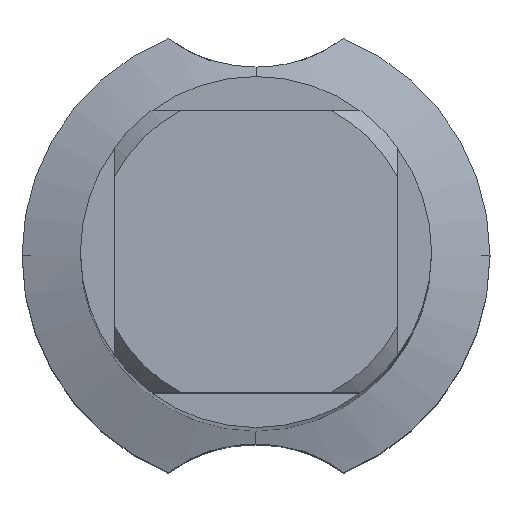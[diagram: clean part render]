
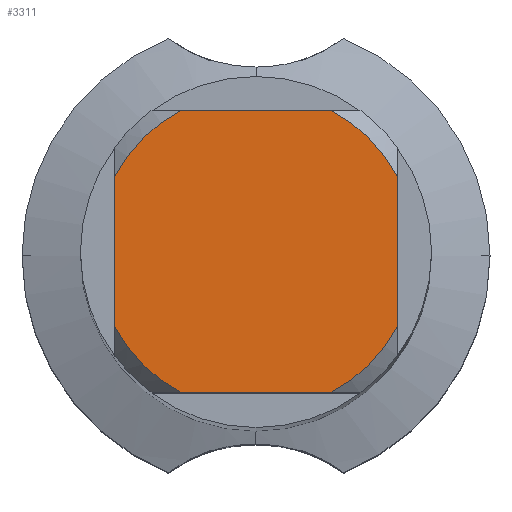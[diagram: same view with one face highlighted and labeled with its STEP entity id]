
A CAD part, top view. The second image highlights one B-rep face of the part: STEP entity #3311.
In plain terms, the highlighted planar face has unit normal (0, 0, 1).
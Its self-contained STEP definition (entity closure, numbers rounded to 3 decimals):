
#1411=VERTEX_POINT('',#3946);
#1503=EDGE_CURVE('',#2179,#1707,#4043,.T.);
#1679=VERTEX_POINT('',#4236);
#1707=VERTEX_POINT('',#4266);
#1711=VERTEX_POINT('',#4270);
#1815=VERTEX_POINT('',#4380);
#2001=EDGE_CURVE('',#3587,#1679,#4584,.T.);
#2179=VERTEX_POINT('',#4775);
#2597=EDGE_CURVE('',#3587,#1411,#5240,.T.);
#3035=EDGE_CURVE('',#1815,#1707,#5716,.T.);
#3227=EDGE_CURVE('',#1711,#1679,#5929,.T.);
#3231=VERTEX_POINT('',#5933);
#3311=ADVANCED_FACE('',(#6021),#6022,.T.);
#3399=EDGE_CURVE('',#1711,#3231,#6115,.T.);
#3477=EDGE_CURVE('',#1815,#1411,#6200,.T.);
#3587=VERTEX_POINT('',#6324);
#3763=EDGE_CURVE('',#2179,#3231,#6517,.T.);
#3946=CARTESIAN_POINT('',(7.25,3.831,0.0));
#4043=LINE('',#7039,#7040);
#4236=CARTESIAN_POINT('',(-3.831,7.25,0.0));
#4266=CARTESIAN_POINT('',(3.831,-7.25,0.0));
#4270=CARTESIAN_POINT('',(-7.25,3.831,0.0));
#4380=CARTESIAN_POINT('',(7.25,-3.831,0.0));
#4584=LINE('',#8249,#8250);
#4775=CARTESIAN_POINT('',(-3.831,-7.25,0.0));
#5240=CIRCLE('',#9662,8.2);
#5716=CIRCLE('',#10730,8.2);
#5929=CIRCLE('',#11196,8.2);
#5933=CARTESIAN_POINT('',(-7.25,-3.831,0.0));
#6021=FACE_OUTER_BOUND('',#11408,.T.);
#6022=PLANE('',#11409);
#6115=LINE('',#11641,#11642);
#6200=LINE('',#11835,#11836);
#6324=CARTESIAN_POINT('',(3.831,7.25,0.0));
#6517=CIRCLE('',#12442,8.2);
#7039=CARTESIAN_POINT('',(0.0,-7.25,0.0));
#7040=VECTOR('',#12809,1.0);
#8249=CARTESIAN_POINT('',(0.0,7.25,0.0));
#8250=VECTOR('',#13363,1.0);
#9662=AXIS2_PLACEMENT_3D('',#14092,#14093,#14094);
#10730=AXIS2_PLACEMENT_3D('',#14696,#14697,#14698);
#11196=AXIS2_PLACEMENT_3D('',#14934,#14935,#14936);
#11408=EDGE_LOOP('',(#15019,#15020,#15021,#15022,#15023,#15024,#15025,#15026));
#11409=AXIS2_PLACEMENT_3D('',#15027,#15028,#15029);
#11641=CARTESIAN_POINT('',(-7.25,2.05,0.0));
#11642=VECTOR('',#15116,1.0);
#11835=CARTESIAN_POINT('',(7.25,2.05,0.0));
#11836=VECTOR('',#15207,1.0);
#12442=AXIS2_PLACEMENT_3D('',#15585,#15586,#15587);
#12809=DIRECTION('',(1.0,0.0,0.0));
#13363=DIRECTION('',(-1.0,0.0,0.0));
#14092=CARTESIAN_POINT('',(0.0,0.0,0.0));
#14093=DIRECTION('',(0.0,0.0,-1.0));
#14094=DIRECTION('',(0.0,1.0,0.0));
#14696=CARTESIAN_POINT('',(0.0,0.0,0.0));
#14697=DIRECTION('',(0.0,0.0,-1.0));
#14698=DIRECTION('',(0.0,1.0,0.0));
#14934=CARTESIAN_POINT('',(0.0,0.0,0.0));
#14935=DIRECTION('',(0.0,0.0,-1.0));
#14936=DIRECTION('',(0.0,1.0,0.0));
#15019=ORIENTED_EDGE('',*,*,#3399,.T.);
#15020=ORIENTED_EDGE('',*,*,#3763,.F.);
#15021=ORIENTED_EDGE('',*,*,#1503,.T.);
#15022=ORIENTED_EDGE('',*,*,#3035,.F.);
#15023=ORIENTED_EDGE('',*,*,#3477,.T.);
#15024=ORIENTED_EDGE('',*,*,#2597,.F.);
#15025=ORIENTED_EDGE('',*,*,#2001,.T.);
#15026=ORIENTED_EDGE('',*,*,#3227,.F.);
#15027=CARTESIAN_POINT('',(0.0,4.1,0.0));
#15028=DIRECTION('',(-0.0,0.0,1.0));
#15029=DIRECTION('',(0.0,-1.0,0.0));
#15116=DIRECTION('',(-0.0,-1.0,0.0));
#15207=DIRECTION('',(-0.0,1.0,0.0));
#15585=CARTESIAN_POINT('',(0.0,0.0,0.0));
#15586=DIRECTION('',(0.0,0.0,-1.0));
#15587=DIRECTION('',(0.0,1.0,0.0));
